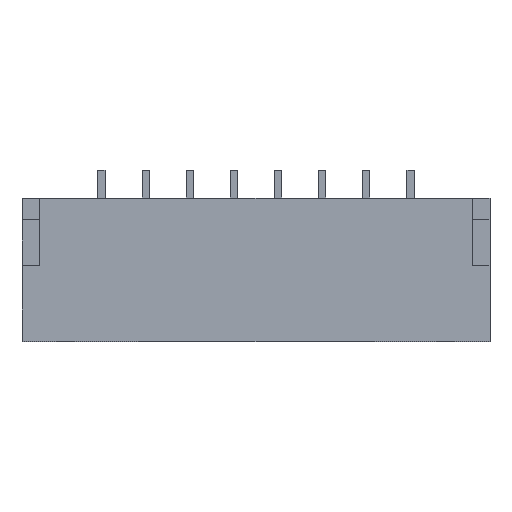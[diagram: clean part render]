
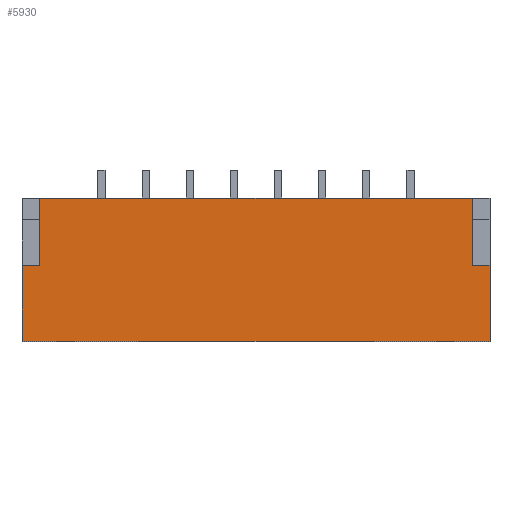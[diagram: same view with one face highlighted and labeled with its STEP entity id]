
A CAD part, top view. The second image highlights one B-rep face of the part: STEP entity #5930.
In plain terms, the highlighted planar face has unit normal (0, 0, 1).
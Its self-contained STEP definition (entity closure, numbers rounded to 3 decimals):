
#373 = PLANE('',#374);
#374 = AXIS2_PLACEMENT_3D('',#375,#376,#377);
#375 = CARTESIAN_POINT('',(-6.625,-2.75,0.15));
#376 = DIRECTION('',(1.,0.,0.));
#377 = DIRECTION('',(0.,1.,0.));
#843 = PLANE('',#844);
#844 = AXIS2_PLACEMENT_3D('',#845,#846,#847);
#845 = CARTESIAN_POINT('',(6.625,-2.75,0.15));
#846 = DIRECTION('',(1.,0.,0.));
#847 = DIRECTION('',(0.,1.,0.));
#1177 = PLANE('',#1178);
#1178 = AXIS2_PLACEMENT_3D('',#1179,#1180,#1181);
#1179 = CARTESIAN_POINT('',(6.625,1.3,1.1));
#1180 = DIRECTION('',(0.,-1.,0.));
#1181 = DIRECTION('',(1.,0.,0.));
#2532 = VERTEX_POINT('',#2533);
#2533 = CARTESIAN_POINT('',(-6.625,-0.6,4.4));
#2549 = PLANE('',#2550);
#2550 = AXIS2_PLACEMENT_3D('',#2551,#2552,#2553);
#2551 = CARTESIAN_POINT('',(-6.125,-0.6,3.75));
#2552 = DIRECTION('',(0.,1.,0.));
#2553 = DIRECTION('',(-1.,0.,0.));
#2826 = VERTEX_POINT('',#2827);
#2827 = CARTESIAN_POINT('',(-6.625,-2.75,4.4));
#2841 = PLANE('',#2842);
#2842 = AXIS2_PLACEMENT_3D('',#2843,#2844,#2845);
#2843 = CARTESIAN_POINT('',(6.625,-2.75,4.4));
#2844 = DIRECTION('',(0.,1.,0.));
#2845 = DIRECTION('',(0.,0.,1.));
#2853 = EDGE_CURVE('',#2532,#2826,#2854,.T.);
#2854 = SURFACE_CURVE('',#2855,(#2859,#2866),.PCURVE_S1.);
#2855 = LINE('',#2856,#2857);
#2856 = CARTESIAN_POINT('',(-6.625,1.3,4.4));
#2857 = VECTOR('',#2858,1.);
#2858 = DIRECTION('',(0.,-1.,0.));
#2859 = PCURVE('',#373,#2860);
#2860 = DEFINITIONAL_REPRESENTATION('',(#2861),#2865);
#2861 = LINE('',#2862,#2863);
#2862 = CARTESIAN_POINT('',(4.05,4.25));
#2863 = VECTOR('',#2864,1.);
#2864 = DIRECTION('',(-1.,0.));
#2865 = ( GEOMETRIC_REPRESENTATION_CONTEXT(2) 
PARAMETRIC_REPRESENTATION_CONTEXT() REPRESENTATION_CONTEXT('2D SPACE',''
  ) );
#2866 = PCURVE('',#2867,#2872);
#2867 = PLANE('',#2868);
#2868 = AXIS2_PLACEMENT_3D('',#2869,#2870,#2871);
#2869 = CARTESIAN_POINT('',(6.625,1.3,4.4));
#2870 = DIRECTION('',(0.,0.,-1.));
#2871 = DIRECTION('',(0.,1.,0.));
#2872 = DEFINITIONAL_REPRESENTATION('',(#2873),#2877);
#2873 = LINE('',#2874,#2875);
#2874 = CARTESIAN_POINT('',(0.,-13.25));
#2875 = VECTOR('',#2876,1.);
#2876 = DIRECTION('',(-1.,0.));
#2877 = ( GEOMETRIC_REPRESENTATION_CONTEXT(2) 
PARAMETRIC_REPRESENTATION_CONTEXT() REPRESENTATION_CONTEXT('2D SPACE',''
  ) );
#3262 = VERTEX_POINT('',#3263);
#3263 = CARTESIAN_POINT('',(6.625,-0.6,4.4));
#3277 = PLANE('',#3278);
#3278 = AXIS2_PLACEMENT_3D('',#3279,#3280,#3281);
#3279 = CARTESIAN_POINT('',(6.125,-0.6,3.75));
#3280 = DIRECTION('',(0.,-1.,0.));
#3281 = DIRECTION('',(1.,0.,0.));
#3289 = EDGE_CURVE('',#3262,#3290,#3292,.T.);
#3290 = VERTEX_POINT('',#3291);
#3291 = CARTESIAN_POINT('',(6.625,-2.75,4.4));
#3292 = SURFACE_CURVE('',#3293,(#3297,#3304),.PCURVE_S1.);
#3293 = LINE('',#3294,#3295);
#3294 = CARTESIAN_POINT('',(6.625,1.3,4.4));
#3295 = VECTOR('',#3296,1.);
#3296 = DIRECTION('',(0.,-1.,0.));
#3297 = PCURVE('',#843,#3298);
#3298 = DEFINITIONAL_REPRESENTATION('',(#3299),#3303);
#3299 = LINE('',#3300,#3301);
#3300 = CARTESIAN_POINT('',(4.05,4.25));
#3301 = VECTOR('',#3302,1.);
#3302 = DIRECTION('',(-1.,0.));
#3303 = ( GEOMETRIC_REPRESENTATION_CONTEXT(2) 
PARAMETRIC_REPRESENTATION_CONTEXT() REPRESENTATION_CONTEXT('2D SPACE',''
  ) );
#3304 = PCURVE('',#2867,#3305);
#3305 = DEFINITIONAL_REPRESENTATION('',(#3306),#3310);
#3306 = LINE('',#3307,#3308);
#3307 = CARTESIAN_POINT('',(0.,0.));
#3308 = VECTOR('',#3309,1.);
#3309 = DIRECTION('',(-1.,0.));
#3310 = ( GEOMETRIC_REPRESENTATION_CONTEXT(2) 
PARAMETRIC_REPRESENTATION_CONTEXT() REPRESENTATION_CONTEXT('2D SPACE',''
  ) );
#4736 = VERTEX_POINT('',#4737);
#4737 = CARTESIAN_POINT('',(-6.125,1.3,4.4));
#4751 = PLANE('',#4752);
#4752 = AXIS2_PLACEMENT_3D('',#4753,#4754,#4755);
#4753 = CARTESIAN_POINT('',(-6.125,1.3,2.15));
#4754 = DIRECTION('',(1.,0.,0.));
#4755 = DIRECTION('',(0.,-1.,0.));
#4763 = EDGE_CURVE('',#4764,#4736,#4766,.T.);
#4764 = VERTEX_POINT('',#4765);
#4765 = CARTESIAN_POINT('',(6.125,1.3,4.4));
#4766 = SURFACE_CURVE('',#4767,(#4771,#4778),.PCURVE_S1.);
#4767 = LINE('',#4768,#4769);
#4768 = CARTESIAN_POINT('',(6.625,1.3,4.4));
#4769 = VECTOR('',#4770,1.);
#4770 = DIRECTION('',(-1.,0.,0.));
#4771 = PCURVE('',#1177,#4772);
#4772 = DEFINITIONAL_REPRESENTATION('',(#4773),#4777);
#4773 = LINE('',#4774,#4775);
#4774 = CARTESIAN_POINT('',(0.,3.3));
#4775 = VECTOR('',#4776,1.);
#4776 = DIRECTION('',(-1.,0.));
#4777 = ( GEOMETRIC_REPRESENTATION_CONTEXT(2) 
PARAMETRIC_REPRESENTATION_CONTEXT() REPRESENTATION_CONTEXT('2D SPACE',''
  ) );
#4778 = PCURVE('',#2867,#4779);
#4779 = DEFINITIONAL_REPRESENTATION('',(#4780),#4784);
#4780 = LINE('',#4781,#4782);
#4781 = CARTESIAN_POINT('',(0.,0.));
#4782 = VECTOR('',#4783,1.);
#4783 = DIRECTION('',(0.,-1.));
#4784 = ( GEOMETRIC_REPRESENTATION_CONTEXT(2) 
PARAMETRIC_REPRESENTATION_CONTEXT() REPRESENTATION_CONTEXT('2D SPACE',''
  ) );
#4802 = PLANE('',#4803);
#4803 = AXIS2_PLACEMENT_3D('',#4804,#4805,#4806);
#4804 = CARTESIAN_POINT('',(6.125,1.3,2.15));
#4805 = DIRECTION('',(-1.,0.,0.));
#4806 = DIRECTION('',(0.,-1.,0.));
#5930 = ADVANCED_FACE('',(#5931),#2867,.F.);
#5931 = FACE_BOUND('',#5932,.T.);
#5932 = EDGE_LOOP('',(#5933,#5956,#5957,#5978,#5979,#6002,#6023,#6024));
#5933 = ORIENTED_EDGE('',*,*,#5934,.T.);
#5934 = EDGE_CURVE('',#5935,#2532,#5937,.T.);
#5935 = VERTEX_POINT('',#5936);
#5936 = CARTESIAN_POINT('',(-6.125,-0.6,4.4));
#5937 = SURFACE_CURVE('',#5938,(#5942,#5949),.PCURVE_S1.);
#5938 = LINE('',#5939,#5940);
#5939 = CARTESIAN_POINT('',(-6.125,-0.6,4.4));
#5940 = VECTOR('',#5941,1.);
#5941 = DIRECTION('',(-1.,0.,0.));
#5942 = PCURVE('',#2867,#5943);
#5943 = DEFINITIONAL_REPRESENTATION('',(#5944),#5948);
#5944 = LINE('',#5945,#5946);
#5945 = CARTESIAN_POINT('',(-1.9,-12.75));
#5946 = VECTOR('',#5947,1.);
#5947 = DIRECTION('',(0.,-1.));
#5948 = ( GEOMETRIC_REPRESENTATION_CONTEXT(2) 
PARAMETRIC_REPRESENTATION_CONTEXT() REPRESENTATION_CONTEXT('2D SPACE',''
  ) );
#5949 = PCURVE('',#2549,#5950);
#5950 = DEFINITIONAL_REPRESENTATION('',(#5951),#5955);
#5951 = LINE('',#5952,#5953);
#5952 = CARTESIAN_POINT('',(0.,0.65));
#5953 = VECTOR('',#5954,1.);
#5954 = DIRECTION('',(1.,0.));
#5955 = ( GEOMETRIC_REPRESENTATION_CONTEXT(2) 
PARAMETRIC_REPRESENTATION_CONTEXT() REPRESENTATION_CONTEXT('2D SPACE',''
  ) );
#5956 = ORIENTED_EDGE('',*,*,#2853,.T.);
#5957 = ORIENTED_EDGE('',*,*,#5958,.F.);
#5958 = EDGE_CURVE('',#3290,#2826,#5959,.T.);
#5959 = SURFACE_CURVE('',#5960,(#5964,#5971),.PCURVE_S1.);
#5960 = LINE('',#5961,#5962);
#5961 = CARTESIAN_POINT('',(6.625,-2.75,4.4));
#5962 = VECTOR('',#5963,1.);
#5963 = DIRECTION('',(-1.,0.,0.));
#5964 = PCURVE('',#2867,#5965);
#5965 = DEFINITIONAL_REPRESENTATION('',(#5966),#5970);
#5966 = LINE('',#5967,#5968);
#5967 = CARTESIAN_POINT('',(-4.05,0.));
#5968 = VECTOR('',#5969,1.);
#5969 = DIRECTION('',(0.,-1.));
#5970 = ( GEOMETRIC_REPRESENTATION_CONTEXT(2) 
PARAMETRIC_REPRESENTATION_CONTEXT() REPRESENTATION_CONTEXT('2D SPACE',''
  ) );
#5971 = PCURVE('',#2841,#5972);
#5972 = DEFINITIONAL_REPRESENTATION('',(#5973),#5977);
#5973 = LINE('',#5974,#5975);
#5974 = CARTESIAN_POINT('',(0.,0.));
#5975 = VECTOR('',#5976,1.);
#5976 = DIRECTION('',(0.,-1.));
#5977 = ( GEOMETRIC_REPRESENTATION_CONTEXT(2) 
PARAMETRIC_REPRESENTATION_CONTEXT() REPRESENTATION_CONTEXT('2D SPACE',''
  ) );
#5978 = ORIENTED_EDGE('',*,*,#3289,.F.);
#5979 = ORIENTED_EDGE('',*,*,#5980,.F.);
#5980 = EDGE_CURVE('',#5981,#3262,#5983,.T.);
#5981 = VERTEX_POINT('',#5982);
#5982 = CARTESIAN_POINT('',(6.125,-0.6,4.4));
#5983 = SURFACE_CURVE('',#5984,(#5988,#5995),.PCURVE_S1.);
#5984 = LINE('',#5985,#5986);
#5985 = CARTESIAN_POINT('',(6.125,-0.6,4.4));
#5986 = VECTOR('',#5987,1.);
#5987 = DIRECTION('',(1.,0.,0.));
#5988 = PCURVE('',#2867,#5989);
#5989 = DEFINITIONAL_REPRESENTATION('',(#5990),#5994);
#5990 = LINE('',#5991,#5992);
#5991 = CARTESIAN_POINT('',(-1.9,-0.5));
#5992 = VECTOR('',#5993,1.);
#5993 = DIRECTION('',(0.,1.));
#5994 = ( GEOMETRIC_REPRESENTATION_CONTEXT(2) 
PARAMETRIC_REPRESENTATION_CONTEXT() REPRESENTATION_CONTEXT('2D SPACE',''
  ) );
#5995 = PCURVE('',#3277,#5996);
#5996 = DEFINITIONAL_REPRESENTATION('',(#5997),#6001);
#5997 = LINE('',#5998,#5999);
#5998 = CARTESIAN_POINT('',(0.,0.65));
#5999 = VECTOR('',#6000,1.);
#6000 = DIRECTION('',(1.,0.));
#6001 = ( GEOMETRIC_REPRESENTATION_CONTEXT(2) 
PARAMETRIC_REPRESENTATION_CONTEXT() REPRESENTATION_CONTEXT('2D SPACE',''
  ) );
#6002 = ORIENTED_EDGE('',*,*,#6003,.F.);
#6003 = EDGE_CURVE('',#4764,#5981,#6004,.T.);
#6004 = SURFACE_CURVE('',#6005,(#6009,#6016),.PCURVE_S1.);
#6005 = LINE('',#6006,#6007);
#6006 = CARTESIAN_POINT('',(6.125,-0.6,4.4));
#6007 = VECTOR('',#6008,1.);
#6008 = DIRECTION('',(0.,-1.,0.));
#6009 = PCURVE('',#2867,#6010);
#6010 = DEFINITIONAL_REPRESENTATION('',(#6011),#6015);
#6011 = LINE('',#6012,#6013);
#6012 = CARTESIAN_POINT('',(-1.9,-0.5));
#6013 = VECTOR('',#6014,1.);
#6014 = DIRECTION('',(-1.,0.));
#6015 = ( GEOMETRIC_REPRESENTATION_CONTEXT(2) 
PARAMETRIC_REPRESENTATION_CONTEXT() REPRESENTATION_CONTEXT('2D SPACE',''
  ) );
#6016 = PCURVE('',#4802,#6017);
#6017 = DEFINITIONAL_REPRESENTATION('',(#6018),#6022);
#6018 = LINE('',#6019,#6020);
#6019 = CARTESIAN_POINT('',(1.9,2.25));
#6020 = VECTOR('',#6021,1.);
#6021 = DIRECTION('',(1.,0.));
#6022 = ( GEOMETRIC_REPRESENTATION_CONTEXT(2) 
PARAMETRIC_REPRESENTATION_CONTEXT() REPRESENTATION_CONTEXT('2D SPACE',''
  ) );
#6023 = ORIENTED_EDGE('',*,*,#4763,.T.);
#6024 = ORIENTED_EDGE('',*,*,#6025,.T.);
#6025 = EDGE_CURVE('',#4736,#5935,#6026,.T.);
#6026 = SURFACE_CURVE('',#6027,(#6031,#6038),.PCURVE_S1.);
#6027 = LINE('',#6028,#6029);
#6028 = CARTESIAN_POINT('',(-6.125,-0.6,4.4));
#6029 = VECTOR('',#6030,1.);
#6030 = DIRECTION('',(0.,-1.,0.));
#6031 = PCURVE('',#2867,#6032);
#6032 = DEFINITIONAL_REPRESENTATION('',(#6033),#6037);
#6033 = LINE('',#6034,#6035);
#6034 = CARTESIAN_POINT('',(-1.9,-12.75));
#6035 = VECTOR('',#6036,1.);
#6036 = DIRECTION('',(-1.,0.));
#6037 = ( GEOMETRIC_REPRESENTATION_CONTEXT(2) 
PARAMETRIC_REPRESENTATION_CONTEXT() REPRESENTATION_CONTEXT('2D SPACE',''
  ) );
#6038 = PCURVE('',#4751,#6039);
#6039 = DEFINITIONAL_REPRESENTATION('',(#6040),#6044);
#6040 = LINE('',#6041,#6042);
#6041 = CARTESIAN_POINT('',(1.9,-2.25));
#6042 = VECTOR('',#6043,1.);
#6043 = DIRECTION('',(1.,0.));
#6044 = ( GEOMETRIC_REPRESENTATION_CONTEXT(2) 
PARAMETRIC_REPRESENTATION_CONTEXT() REPRESENTATION_CONTEXT('2D SPACE',''
  ) );
